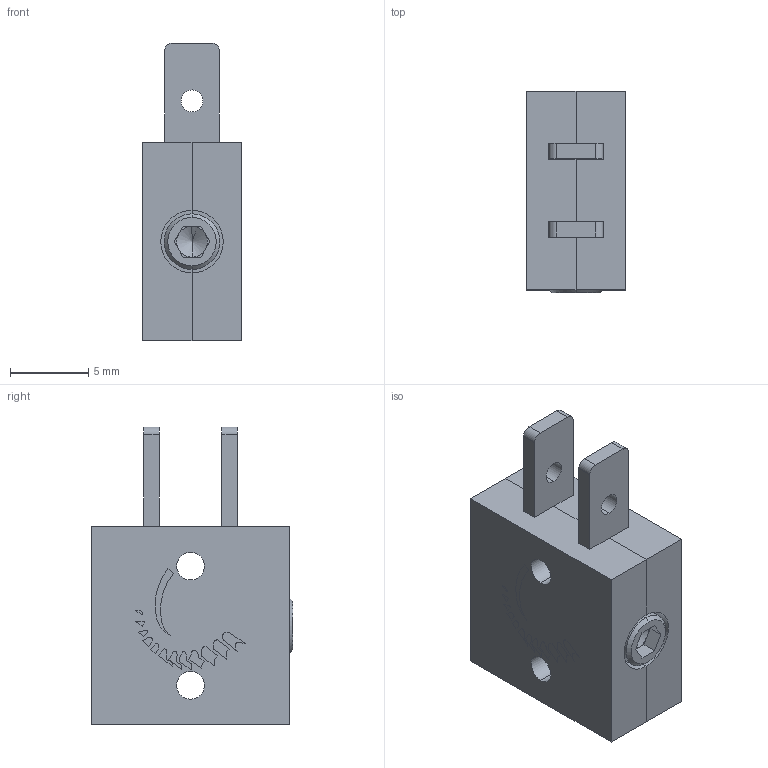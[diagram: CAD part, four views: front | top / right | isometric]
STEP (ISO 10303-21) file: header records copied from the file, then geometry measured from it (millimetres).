
FILE_DESCRIPTION (( 'STEP AP214' ), '1' );
FILE_NAME ('Fingertech Mini Power Switch.STEP', '2013-12-27T22:27:26', ( '' ), ( '' ), 'SwSTEP 2.0', 'SolidWorks 2014', '' );
FILE_SCHEMA (( 'AUTOMOTIVE_DESIGN' ));
Length unit declared in the file: millimetre
Products named in the file (4): TERMINAL; socket head cap screw_ai_HX-SHCS 0.086-56x0.375x0.375-S; PART A; Fingertech Mini Power Switch
Assembly tree (5 placements, depth 2):
  Fingertech Mini Power Switch
    PART A  x2
    socket head cap screw_ai_HX-SHCS 0.086-56x0.375x0.375-S
    TERMINAL  x2
Bounding box: 6.35 x 12.88 x 19.05 mm (x, y, z)
Volume: 1003.9 mm3; surface area: 1673.4 mm2
Topology: 5 solids, 5 shells, 247 faces, 748 edges, 537 vertices
Faces by surface type: plane 89, cone 86, cylinder 70, torus 2
Entity records: 6906 total; most frequent: DIRECTION 1249, CARTESIAN_POINT 1147, ORIENTED_EDGE 1118, EDGE_CURVE 559, AXIS2_PLACEMENT_3D 486, VERTEX_POINT 384, CIRCLE 282, LINE 277
